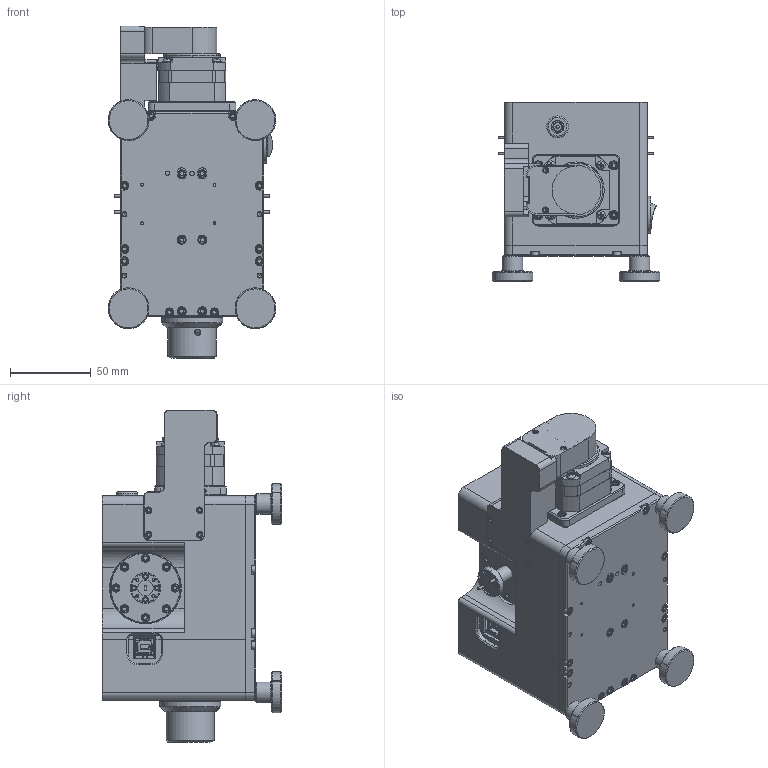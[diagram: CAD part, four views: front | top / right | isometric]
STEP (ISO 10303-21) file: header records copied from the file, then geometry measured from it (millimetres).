
FILE_DESCRIPTION (( 'STEP AP203' ), '1' );
FILE_NAME ('DMTA-12-111-S1 - cover done.STEP', '2025-02-14T02:12:44', ( '' ), ( '' ), 'SwSTEP 2.0', 'SolidWorks 2021', '' );
FILE_SCHEMA (( 'CONFIG_CONTROL_DESIGN' ));
Length unit declared in the file: inch
Products named in the file (1): DMTA-12-111-S1 - cover done
Bounding box: 104.08 x 111.12 x 206.1 mm (x, y, z)
Volume: 503601.2 mm3; surface area: 203665.6 mm2
Topology: 66 solids, 86 shells, 2668 faces, 6210 edges, 3836 vertices
Faces by surface type: plane 1413, cylinder 660, cone 539, torus 34, bspline 18, sphere 4
Full cylindrical faces by diameter (mm): 1.562 x4, 1.587 x4, 1.613 x8, 1.702 x4, 1.778 x20, 1.9 x2, 2.1 x1, 2.184 x8, 2.261 x40, 2.438 x16, 2.705 x2, 2.845 x36, 2.997 x4, 3 x1, 3.264 x34, 3.556 x12, 3.658 x4, 4 x1, 4.064 x4, 4.6 x1, 4.648 x36, 5.08 x16, 5.105 x4, 5.558 x8, 5.6 x1, 5.65 x1, 6 x1, 6.2 x1, 6.35 x4, 6.4 x1
Entity records: 76770 total; most frequent: CARTESIAN_POINT 18205, DIRECTION 12254, ORIENTED_EDGE 11096, EDGE_CURVE 5548, AXIS2_PLACEMENT_3D 4586, VERTEX_POINT 3702, EDGE_LOOP 3606, LINE 3082
